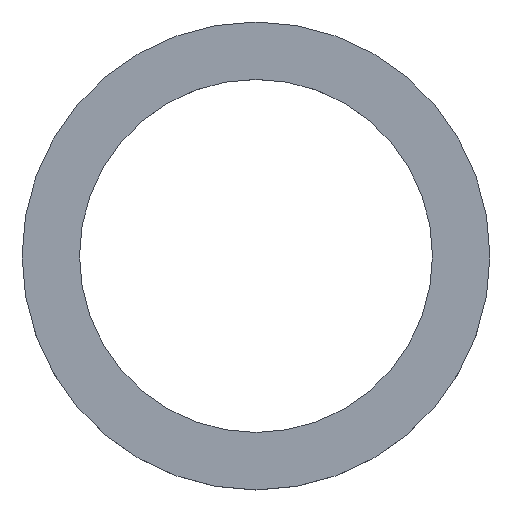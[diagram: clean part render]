
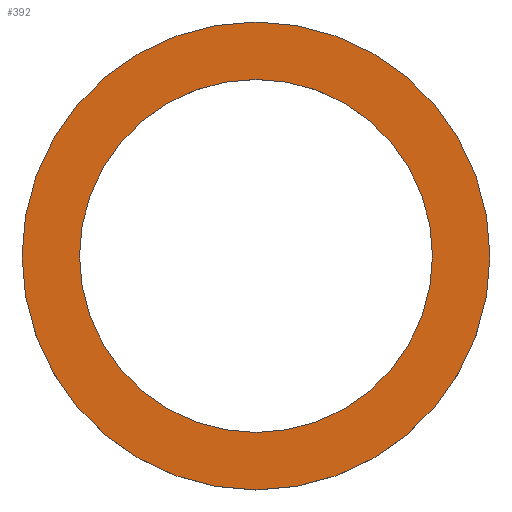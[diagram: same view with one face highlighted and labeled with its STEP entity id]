
A CAD part, top view. The second image highlights one B-rep face of the part: STEP entity #392.
In plain terms, the highlighted planar face has unit normal (0, 0, 1).
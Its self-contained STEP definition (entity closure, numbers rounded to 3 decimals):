
#7 = VERTEX_POINT ( 'NONE', #494 ) ;
#46 = CARTESIAN_POINT ( 'NONE',  ( 0., 0., 0. ) ) ;
#75 = ORIENTED_EDGE ( 'NONE', *, *, #196, .F. ) ;
#86 = DIRECTION ( 'NONE',  ( 1., 0., 0. ) ) ;
#88 = EDGE_CURVE ( 'NONE', #287, #503, #331, .T. ) ;
#92 = CARTESIAN_POINT ( 'NONE',  ( 0., 0., 0. ) ) ;
#120 = ORIENTED_EDGE ( 'NONE', *, *, #250, .T. ) ;
#130 = DIRECTION ( 'NONE',  ( 1., 0., 0. ) ) ;
#136 = DIRECTION ( 'NONE',  ( 0., 0., 1. ) ) ;
#137 = CARTESIAN_POINT ( 'NONE',  ( 0., 0., 0. ) ) ;
#154 = CIRCLE ( 'NONE', #397, 55. ) ;
#174 = DIRECTION ( 'NONE',  ( 0., 0., -1. ) ) ;
#177 = DIRECTION ( 'NONE',  ( 1., 0., 0. ) ) ;
#195 = FACE_OUTER_BOUND ( 'NONE', #338, .T. ) ;
#196 = EDGE_CURVE ( 'NONE', #503, #287, #388, .T. ) ;
#204 = CIRCLE ( 'NONE', #231, 55. ) ;
#208 = AXIS2_PLACEMENT_3D ( 'NONE', #92, #371, #130 ) ;
#231 = AXIS2_PLACEMENT_3D ( 'NONE', #377, #136, #420 ) ;
#250 = EDGE_CURVE ( 'NONE', #7, #381, #154, .T. ) ;
#256 = CARTESIAN_POINT ( 'NONE',  ( -55., 0., 0. ) ) ;
#269 = EDGE_LOOP ( 'NONE', ( #75, #350 ) ) ;
#287 = VERTEX_POINT ( 'NONE', #304 ) ;
#297 = PLANE ( 'NONE',  #312 ) ;
#304 = CARTESIAN_POINT ( 'NONE',  ( -41.5, 0., 0. ) ) ;
#312 = AXIS2_PLACEMENT_3D ( 'NONE', #507, #174, #466 ) ;
#328 = DIRECTION ( 'NONE',  ( 0., 0., 1. ) ) ;
#331 = CIRCLE ( 'NONE', #440, 41.5 ) ;
#338 = EDGE_LOOP ( 'NONE', ( #120, #527 ) ) ;
#350 = ORIENTED_EDGE ( 'NONE', *, *, #88, .F. ) ;
#371 = DIRECTION ( 'NONE',  ( 0., 0., 1. ) ) ;
#377 = CARTESIAN_POINT ( 'NONE',  ( 0., 0., 0. ) ) ;
#381 = VERTEX_POINT ( 'NONE', #256 ) ;
#384 = EDGE_CURVE ( 'NONE', #381, #7, #204, .T. ) ;
#388 = CIRCLE ( 'NONE', #208, 41.5 ) ;
#392 = ADVANCED_FACE ( 'NONE', ( #402, #195 ), #297, .F. ) ;
#397 = AXIS2_PLACEMENT_3D ( 'NONE', #137, #421, #177 ) ;
#402 = FACE_BOUND ( 'NONE', #269, .T. ) ;
#420 = DIRECTION ( 'NONE',  ( 1., 0., 0. ) ) ;
#421 = DIRECTION ( 'NONE',  ( 0., 0., 1. ) ) ;
#440 = AXIS2_PLACEMENT_3D ( 'NONE', #46, #328, #86 ) ;
#466 = DIRECTION ( 'NONE',  ( -1., 0., 0. ) ) ;
#474 = CARTESIAN_POINT ( 'NONE',  ( 41.5, 0., 0. ) ) ;
#494 = CARTESIAN_POINT ( 'NONE',  ( 55., 0., 0. ) ) ;
#503 = VERTEX_POINT ( 'NONE', #474 ) ;
#507 = CARTESIAN_POINT ( 'NONE',  ( 0., 41.5, 0. ) ) ;
#527 = ORIENTED_EDGE ( 'NONE', *, *, #384, .T. ) ;
